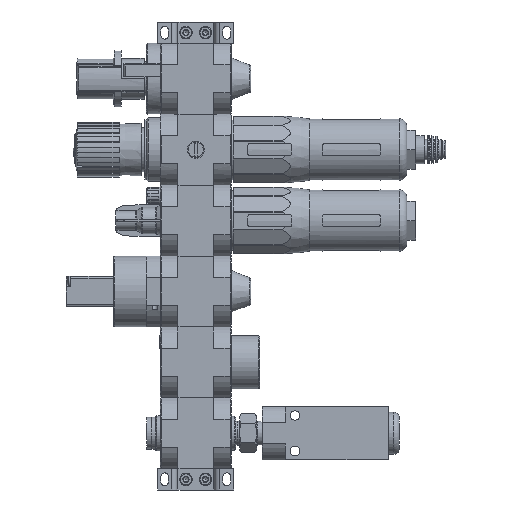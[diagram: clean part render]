
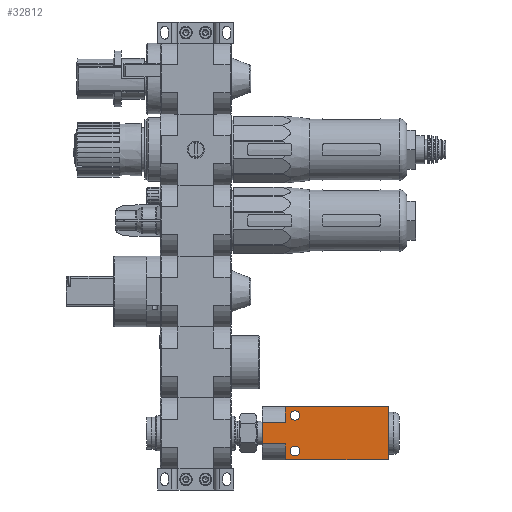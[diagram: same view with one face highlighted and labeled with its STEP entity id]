
A CAD part, left-side view. The second image highlights one B-rep face of the part: STEP entity #32812.
In plain terms, the highlighted planar face has unit normal (-1, 0, 0).
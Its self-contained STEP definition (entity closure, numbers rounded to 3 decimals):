
#3291=CIRCLE('',#47793,2.65);
#3292=CIRCLE('',#47794,2.65);
#11644=ORIENTED_EDGE('',*,*,#16789,.T.);
#11645=ORIENTED_EDGE('',*,*,#16790,.T.);
#11646=ORIENTED_EDGE('',*,*,#16791,.T.);
#11647=ORIENTED_EDGE('',*,*,#16792,.T.);
#11648=ORIENTED_EDGE('',*,*,#16793,.F.);
#11649=ORIENTED_EDGE('',*,*,#16530,.F.);
#11650=ORIENTED_EDGE('',*,*,#16794,.T.);
#11651=ORIENTED_EDGE('',*,*,#16795,.T.);
#11652=ORIENTED_EDGE('',*,*,#16796,.F.);
#11653=ORIENTED_EDGE('',*,*,#16787,.T.);
#16530=EDGE_CURVE('',#19891,#19885,#22150,.T.);
#16787=EDGE_CURVE('',#20102,#20101,#22376,.T.);
#16789=EDGE_CURVE('',#20103,#20103,#3291,.T.);
#16790=EDGE_CURVE('',#20104,#20104,#3292,.T.);
#16791=EDGE_CURVE('',#20101,#20105,#22378,.T.);
#16792=EDGE_CURVE('',#20105,#20106,#22379,.T.);
#16793=EDGE_CURVE('',#19885,#20106,#22380,.T.);
#16794=EDGE_CURVE('',#19891,#20107,#22381,.T.);
#16795=EDGE_CURVE('',#20107,#20108,#22382,.T.);
#16796=EDGE_CURVE('',#20102,#20108,#22383,.T.);
#19885=VERTEX_POINT('',#68277);
#19891=VERTEX_POINT('',#68289);
#20101=VERTEX_POINT('',#68823);
#20102=VERTEX_POINT('',#68825);
#20103=VERTEX_POINT('',#68829);
#20104=VERTEX_POINT('',#68831);
#20105=VERTEX_POINT('',#68833);
#20106=VERTEX_POINT('',#68835);
#20107=VERTEX_POINT('',#68838);
#20108=VERTEX_POINT('',#68840);
#22150=LINE('',#68290,#24449);
#22376=LINE('',#68824,#24675);
#22378=LINE('',#68832,#24677);
#22379=LINE('',#68834,#24678);
#22380=LINE('',#68836,#24679);
#22381=LINE('',#68837,#24680);
#22382=LINE('',#68839,#24681);
#22383=LINE('',#68841,#24682);
#24449=VECTOR('',#56545,1000.);
#24675=VECTOR('',#56935,1000.);
#24677=VECTOR('',#56943,1000.);
#24678=VECTOR('',#56944,1000.);
#24679=VECTOR('',#56945,1000.);
#24680=VECTOR('',#56946,1000.);
#24681=VECTOR('',#56947,1000.);
#24682=VECTOR('',#56948,1000.);
#27204=EDGE_LOOP('',(#11644));
#27205=EDGE_LOOP('',(#11645));
#27206=EDGE_LOOP('',(#11646,#11647,#11648,#11649,#11650,#11651,#11652,#11653));
#29764=FACE_BOUND('',#27204,.T.);
#29765=FACE_BOUND('',#27205,.T.);
#29766=FACE_BOUND('',#27206,.T.);
#30934=PLANE('',#47792);
#32812=ADVANCED_FACE('',(#29764,#29765,#29766),#30934,.F.);
#47792=AXIS2_PLACEMENT_3D('',#68827,#56937,#56938);
#47793=AXIS2_PLACEMENT_3D('',#68828,#56939,#56940);
#47794=AXIS2_PLACEMENT_3D('',#68830,#56941,#56942);
#56545=DIRECTION('',(0.,0.,-1.));
#56935=DIRECTION('',(0.,0.,-1.));
#56937=DIRECTION('',(1.,0.,0.));
#56938=DIRECTION('',(0.,0.,-1.));
#56939=DIRECTION('',(1.,0.,0.));
#56940=DIRECTION('',(0.,0.,-1.));
#56941=DIRECTION('',(1.,0.,0.));
#56942=DIRECTION('',(0.,0.,-1.));
#56943=DIRECTION('',(0.,-1.,0.));
#56944=DIRECTION('',(0.,0.,1.));
#56945=DIRECTION('',(0.,1.,0.));
#56946=DIRECTION('',(0.,1.,0.));
#56947=DIRECTION('',(0.,0.,1.));
#56948=DIRECTION('',(0.,-1.,0.));
#68277=CARTESIAN_POINT('',(0.,0.,-6.));
#68289=CARTESIAN_POINT('',(0.,0.,6.));
#68290=CARTESIAN_POINT('',(0.,0.,15.));
#68823=CARTESIAN_POINT('',(0.,71.2,-15.));
#68824=CARTESIAN_POINT('',(0.,71.2,15.));
#68825=CARTESIAN_POINT('',(0.,71.2,15.));
#68827=CARTESIAN_POINT('',(0.,71.2,15.));
#68828=CARTESIAN_POINT('',(0.,18.5,-10.));
#68829=CARTESIAN_POINT('',(0.,18.5,-12.65));
#68830=CARTESIAN_POINT('',(0.,18.5,10.));
#68831=CARTESIAN_POINT('',(0.,18.5,7.35));
#68832=CARTESIAN_POINT('',(0.,71.2,-15.));
#68833=CARTESIAN_POINT('',(0.,13.1,-15.));
#68834=CARTESIAN_POINT('',(0.,13.1,15.));
#68835=CARTESIAN_POINT('',(0.,13.1,-6.));
#68836=CARTESIAN_POINT('',(0.,-1.9,-6.));
#68837=CARTESIAN_POINT('',(0.,-1.9,6.));
#68838=CARTESIAN_POINT('',(0.,13.1,6.));
#68839=CARTESIAN_POINT('',(0.,13.1,15.));
#68840=CARTESIAN_POINT('',(0.,13.1,15.));
#68841=CARTESIAN_POINT('',(0.,71.2,15.));
